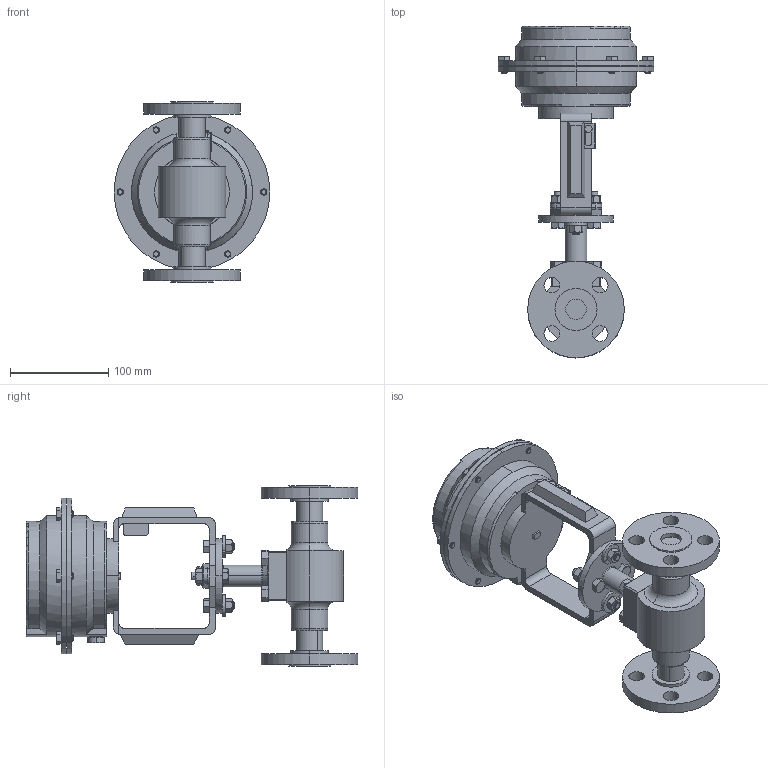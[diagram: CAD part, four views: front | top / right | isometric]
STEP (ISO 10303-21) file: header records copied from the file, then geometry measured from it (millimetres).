
FILE_DESCRIPTION (( 'STEP AP203' ), '1' );
FILE_NAME ('708-075-CB+HC+SB+A2-F5-14M.STEP', '2017-09-13T19:24:30', ( '' ), ( '' ), 'SwSTEP 2.0', 'SolidWorks 2014', '' );
FILE_SCHEMA (( 'CONFIG_CONTROL_DESIGN' ));
Length unit declared in the file: inch
Products named in the file (1): 708-075-CB+HC+SB+A2-F5-14M
Bounding box: 158.75 x 338.09 x 184.15 mm (x, y, z)
Volume: 1693037.6 mm3; surface area: 199808.4 mm2
Topology: 3 solids, 3 shells, 715 faces, 1728 edges, 1078 vertices
Faces by surface type: plane 306, cone 165, cylinder 152, bspline 60, torus 32
Entity records: 27028 total; most frequent: CARTESIAN_POINT 10815, ORIENTED_EDGE 3456, DIRECTION 3148, EDGE_CURVE 1728, AXIS2_PLACEMENT_3D 1188, VERTEX_POINT 1078, EDGE_LOOP 808, LINE 772
